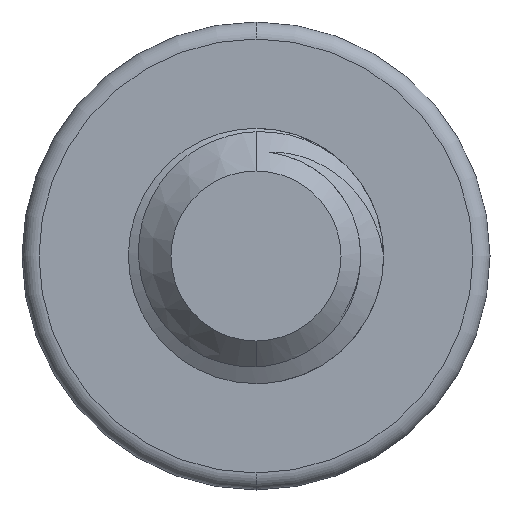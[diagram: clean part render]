
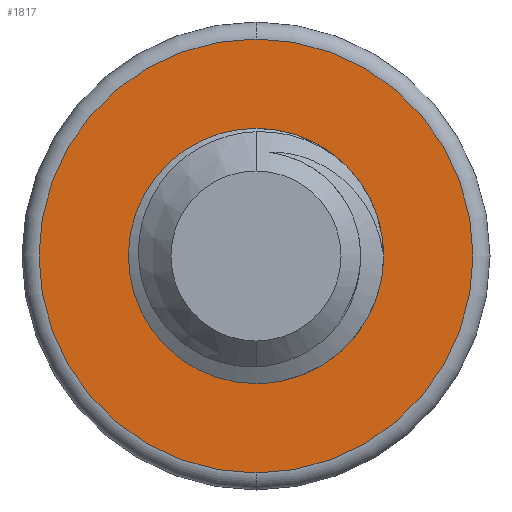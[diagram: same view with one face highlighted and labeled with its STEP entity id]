
A CAD part, front view. The second image highlights one B-rep face of the part: STEP entity #1817.
In plain terms, the highlighted planar face has unit normal (0, -1, 0).
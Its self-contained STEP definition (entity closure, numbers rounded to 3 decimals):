
#15 = VERTEX_POINT ( 'NONE', #226 ) ;
#81 = CARTESIAN_POINT ( 'NONE',  ( -0.461, 6., -1.14 ) ) ;
#92 = CIRCLE ( 'NONE', #209, 2.55 ) ;
#115 = CARTESIAN_POINT ( 'NONE',  ( -0.461, 6., -1.14 ) ) ;
#162 = EDGE_CURVE ( 'NONE', #945, #2084, #2078, .T. ) ;
#200 = CARTESIAN_POINT ( 'NONE',  ( -0.947, 6., 0.891 ) ) ;
#209 = AXIS2_PLACEMENT_3D ( 'NONE', #2063, #590, #2345 ) ;
#226 = CARTESIAN_POINT ( 'NONE',  ( 0., 6., -2.55 ) ) ;
#229 = B_SPLINE_CURVE_WITH_KNOTS ( 'NONE', 3,
 ( #115, #1151, #2425, #3174, #612, #2647, #883, #595, #2407, #2141 ),
 .UNSPECIFIED., .F., .F.,
 ( 4, 2, 2, 2, 4 ),
 ( 0., 0., 0.001, 0.001, 0.002 ),
 .UNSPECIFIED. ) ;
#332 = VERTEX_POINT ( 'NONE', #611 ) ;
#405 = CIRCLE ( 'NONE', #2249, 2.55 ) ;
#443 = CARTESIAN_POINT ( 'NONE',  ( -0.262, 6., -1.247 ) ) ;
#455 = CARTESIAN_POINT ( 'NONE',  ( 1.491, 6., -0.112 ) ) ;
#468 = CARTESIAN_POINT ( 'NONE',  ( 1.5, 6., 0. ) ) ;
#469 = EDGE_LOOP ( 'NONE', ( #1200, #1980, #764, #2878 ) ) ;
#530 = CARTESIAN_POINT ( 'NONE',  ( 1.07, 6., 1.051 ) ) ;
#537 = DIRECTION ( 'NONE',  ( 0., -1., 0. ) ) ;
#590 = DIRECTION ( 'NONE',  ( 0., -1., 0. ) ) ;
#595 = CARTESIAN_POINT ( 'NONE',  ( -1.229, 6., 0.166 ) ) ;
#611 = CARTESIAN_POINT ( 'NONE',  ( 1.5, 6., 0. ) ) ;
#612 = CARTESIAN_POINT ( 'NONE',  ( -1.073, 6., -0.621 ) ) ;
#664 = DIRECTION ( 'NONE',  ( 0., 0., 1. ) ) ;
#719 = ORIENTED_EDGE ( 'NONE', *, *, #3141, .T. ) ;
#738 = CARTESIAN_POINT ( 'NONE',  ( 1.399, 6., -0.433 ) ) ;
#764 = ORIENTED_EDGE ( 'NONE', *, *, #984, .T. ) ;
#766 = CARTESIAN_POINT ( 'NONE',  ( 0.409, 6., -1.283 ) ) ;
#786 = CARTESIAN_POINT ( 'NONE',  ( 0.026, 6., 1.412 ) ) ;
#862 = VERTEX_POINT ( 'NONE', #2596 ) ;
#883 = CARTESIAN_POINT ( 'NONE',  ( -1.23, 6., -0.16 ) ) ;
#945 = VERTEX_POINT ( 'NONE', #1439 ) ;
#971 = CARTESIAN_POINT ( 'NONE',  ( 0.629, 6., -1.214 ) ) ;
#984 = EDGE_CURVE ( 'NONE', #2624, #945, #229, .T. ) ;
#1016 = CARTESIAN_POINT ( 'NONE',  ( 0.897, 6., 1.197 ) ) ;
#1151 = CARTESIAN_POINT ( 'NONE',  ( -0.613, 6., -1.078 ) ) ;
#1159 = AXIS2_PLACEMENT_3D ( 'NONE', #2258, #1760, #2766 ) ;
#1185 = CARTESIAN_POINT ( 'NONE',  ( 0., 6., 0. ) ) ;
#1195 = EDGE_CURVE ( 'NONE', #862, #15, #92, .T. ) ;
#1200 = ORIENTED_EDGE ( 'NONE', *, *, #1520, .T. ) ;
#1201 = CARTESIAN_POINT ( 'NONE',  ( -1.133, 6., 0.477 ) ) ;
#1256 = CARTESIAN_POINT ( 'NONE',  ( 1.35, 6., -0.536 ) ) ;
#1287 = CARTESIAN_POINT ( 'NONE',  ( -0.617, 6., 1.196 ) ) ;
#1313 = EDGE_LOOP ( 'NONE', ( #3100, #719 ) ) ;
#1437 = FACE_OUTER_BOUND ( 'NONE', #1313, .T. ) ;
#1439 = CARTESIAN_POINT ( 'NONE',  ( -1.133, 6., 0.477 ) ) ;
#1489 = CARTESIAN_POINT ( 'NONE',  ( 1.175, 6., -0.82 ) ) ;
#1520 = EDGE_CURVE ( 'NONE', #2084, #332, #2426, .T. ) ;
#1547 = CARTESIAN_POINT ( 'NONE',  ( 0.257, 6., 1.413 ) ) ;
#1628 = FACE_BOUND ( 'NONE', #469, .T. ) ;
#1636 = EDGE_CURVE ( 'NONE', #332, #2624, #1822, .T. ) ;
#1748 = CARTESIAN_POINT ( 'NONE',  ( 1.012, 6., -0.982 ) ) ;
#1760 = DIRECTION ( 'NONE',  ( 0., 1., 0. ) ) ;
#1798 = CARTESIAN_POINT ( 'NONE',  ( 1.07, 6., 1.051 ) ) ;
#1805 = DIRECTION ( 'NONE',  ( 0., 0., 1. ) ) ;
#1817 = ADVANCED_FACE ( 'NONE', ( #1437, #1628 ), #2896, .F. ) ;
#1822 = B_SPLINE_CURVE_WITH_KNOTS ( 'NONE', 3,
 ( #468, #455, #2998, #738, #1256, #1489, #1748, #971, #766, #2755, #443, #1982 ),
 .UNSPECIFIED., .F., .F.,
 ( 4, 2, 2, 2, 2, 4 ),
 ( 0., 0., 0.001, 0.001, 0.002, 0.003 ),
 .UNSPECIFIED. ) ;
#1980 = ORIENTED_EDGE ( 'NONE', *, *, #1636, .T. ) ;
#1982 = CARTESIAN_POINT ( 'NONE',  ( -0.461, 6., -1.14 ) ) ;
#2019 = CARTESIAN_POINT ( 'NONE',  ( 0., 6., 0. ) ) ;
#2063 = CARTESIAN_POINT ( 'NONE',  ( 0., 6., 0. ) ) ;
#2078 = B_SPLINE_CURVE_WITH_KNOTS ( 'NONE', 3,
 ( #1201, #2467, #200, #1287, #2287, #786, #1547, #2843, #1016, #530 ),
 .UNSPECIFIED., .F., .F.,
 ( 4, 2, 2, 2, 4 ),
 ( 0., 0.001, 0.001, 0.002, 0.003 ),
 .UNSPECIFIED. ) ;
#2084 = VERTEX_POINT ( 'NONE', #1798 ) ;
#2141 = CARTESIAN_POINT ( 'NONE',  ( -1.133, 6., 0.477 ) ) ;
#2249 = AXIS2_PLACEMENT_3D ( 'NONE', #2019, #537, #1805 ) ;
#2258 = CARTESIAN_POINT ( 'NONE',  ( 0., 6., 0. ) ) ;
#2264 = AXIS2_PLACEMENT_3D ( 'NONE', #1185, #2933, #664 ) ;
#2287 = CARTESIAN_POINT ( 'NONE',  ( -0.409, 6., 1.304 ) ) ;
#2345 = DIRECTION ( 'NONE',  ( 0., 0., 1. ) ) ;
#2407 = CARTESIAN_POINT ( 'NONE',  ( -1.197, 6., 0.326 ) ) ;
#2425 = CARTESIAN_POINT ( 'NONE',  ( -0.751, 6., -0.986 ) ) ;
#2426 = CIRCLE ( 'NONE', #1159, 1.5 ) ;
#2467 = CARTESIAN_POINT ( 'NONE',  ( -1.07, 6., 0.695 ) ) ;
#2596 = CARTESIAN_POINT ( 'NONE',  ( 0., 6., 2.55 ) ) ;
#2624 = VERTEX_POINT ( 'NONE', #81 ) ;
#2647 = CARTESIAN_POINT ( 'NONE',  ( -1.198, 6., -0.322 ) ) ;
#2755 = CARTESIAN_POINT ( 'NONE',  ( -0.038, 6., -1.298 ) ) ;
#2766 = DIRECTION ( 'NONE',  ( 0., 0., 1. ) ) ;
#2843 = CARTESIAN_POINT ( 'NONE',  ( 0.694, 6., 1.305 ) ) ;
#2878 = ORIENTED_EDGE ( 'NONE', *, *, #162, .T. ) ;
#2896 = PLANE ( 'NONE',  #2264 ) ;
#2933 = DIRECTION ( 'NONE',  ( 0., 1., 0. ) ) ;
#2998 = CARTESIAN_POINT ( 'NONE',  ( 1.468, 6., -0.222 ) ) ;
#3100 = ORIENTED_EDGE ( 'NONE', *, *, #1195, .T. ) ;
#3141 = EDGE_CURVE ( 'NONE', #15, #862, #405, .T. ) ;
#3174 = CARTESIAN_POINT ( 'NONE',  ( -0.981, 6., -0.759 ) ) ;
